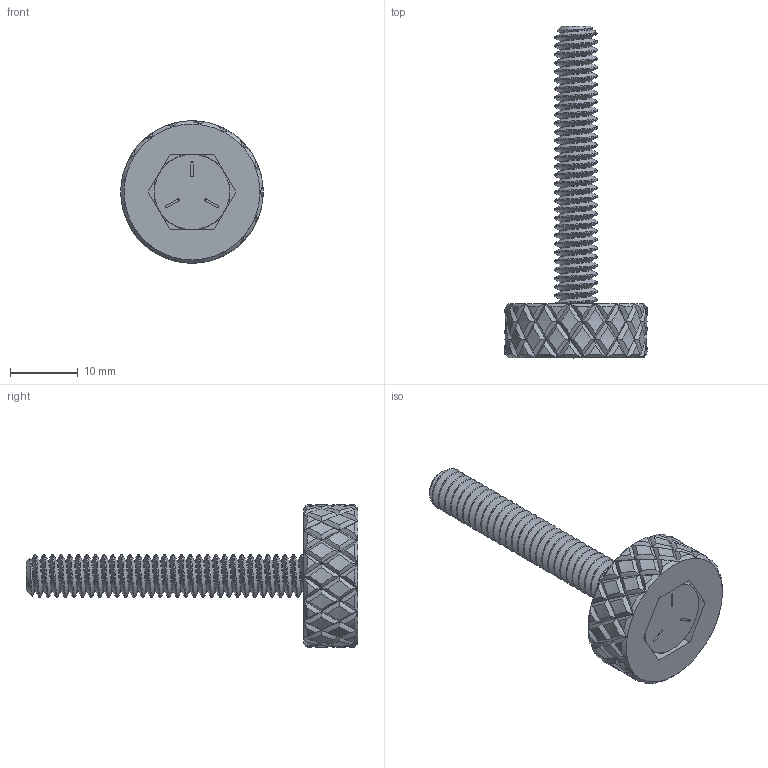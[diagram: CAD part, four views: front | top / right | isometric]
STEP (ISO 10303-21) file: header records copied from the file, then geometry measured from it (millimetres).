
FILE_DESCRIPTION(/* description */ ('','CAx-IF Rec.Pracs.---Representation and Presentation of Product Manufacturing Information (PMI)---4.0---2014-10-13'),/* implementation_level */ '2;1');
FILE_NAME(/* name */ 'Adjuster.step',/* time_stamp */ '2025-03-24T15:44:56-07:00',/* author */ (''),/* organization */ (''),/* preprocessor_version */ 'ST-DEVELOPER v20',/* originating_system */ 'Autodesk Translation Framework v13.20.0.188',/* authorisation */ '');
FILE_SCHEMA (('AP242_MANAGED_MODEL_BASED_3D_ENGINEERING_MIM_LF { 1 0 10303 442 1 1 4 }'));
Length unit declared in the file: millimetre
Products named in the file (2): Adjuster; 92865A548_Medium-Strength Grade 5 Steel Hex Head Screw
Assembly tree (1 placements, depth 2):
  Adjuster
    92865A548_Medium-Strength Grade 5 Steel Hex Head Screw
Bounding box: 21 x 48.95 x 21 mm (x, y, z)
Volume: 3539.3 mm3; surface area: 3125.2 mm2
Topology: 2 solids, 2 shells, 510 faces, 1358 edges, 891 vertices
Faces by surface type: bspline 274, cylinder 147, cone 61, plane 28
Full cylindrical faces by diameter (mm): 4.7 x32, 6.35 x34, 7.5 x1, 10.557 x1, 20 x1
Entity records: 25627 total; most frequent: CARTESIAN_POINT 15724, ORIENTED_EDGE 2716, EDGE_CURVE 1358, B_SPLINE_CURVE_WITH_KNOTS 982, DIRECTION 942, VERTEX_POINT 891, EDGE_LOOP 551, FACE_OUTER_BOUND 510
